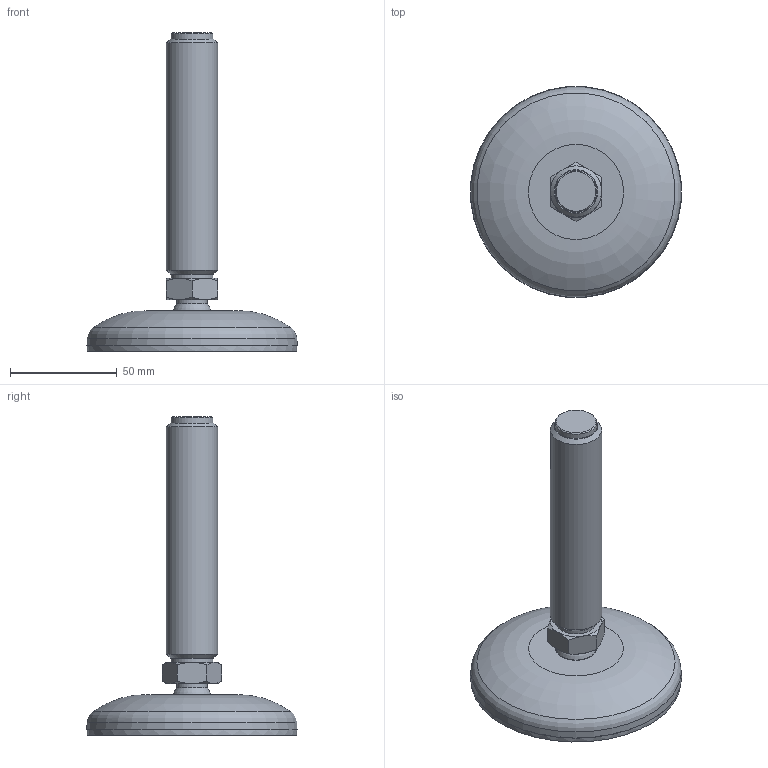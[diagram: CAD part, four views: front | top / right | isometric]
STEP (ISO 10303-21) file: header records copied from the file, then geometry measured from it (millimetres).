
FILE_DESCRIPTION(/* description */ ('AC2F'),/* implementation_level */ '2;1');
FILE_NAME(/* name */ '6325765',/* time_stamp */ '2018-07-18T15:55:11+02:00',/* author */ ('Zorzan Davide'),/* organization */ ('Gamm Srl.'),/* preprocessor_version */ 'ST-DEVELOPER v16.7',/* originating_system */ 'DEX',/* authorisation */ $);
FILE_SCHEMA (('CONFIG_CONTROL_DESIGN'));
Length unit declared in the file: millimetre
Products named in the file (1): 6325765
Bounding box: 98.62 x 98.62 x 149.2 mm (x, y, z)
Volume: 129395.8 mm3; surface area: 49166.6 mm2
Topology: 1 solids, 1 shells, 119 faces, 323 edges, 214 vertices
Faces by surface type: plane 62, cylinder 23, torus 16, cone 9, sphere 9
Full cylindrical faces by diameter (mm): 3 x6, 6 x3, 9.5 x1, 9.86 x1, 11.745 x3, 14.304 x1, 18.322 x1, 19.5 x2, 24 x1, 90 x1, 98.2 x1
Entity records: 4429 total; most frequent: CARTESIAN_POINT 794, DIRECTION 600, ORIENTED_EDGE 524, EDGE_CURVE 262, AXIS2_PLACEMENT_3D 255, VERTEX_POINT 190, EDGE_LOOP 176, FACE_BOUND 176
